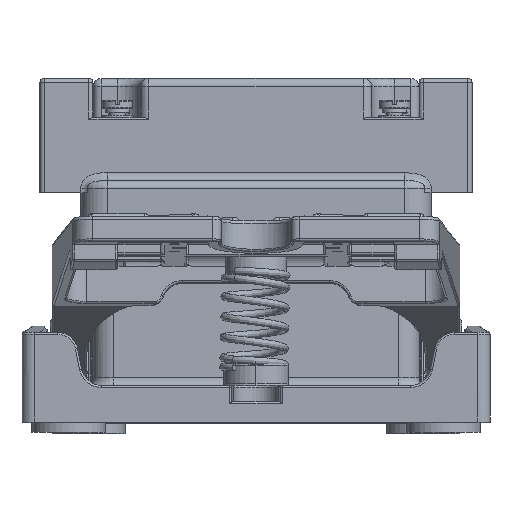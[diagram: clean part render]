
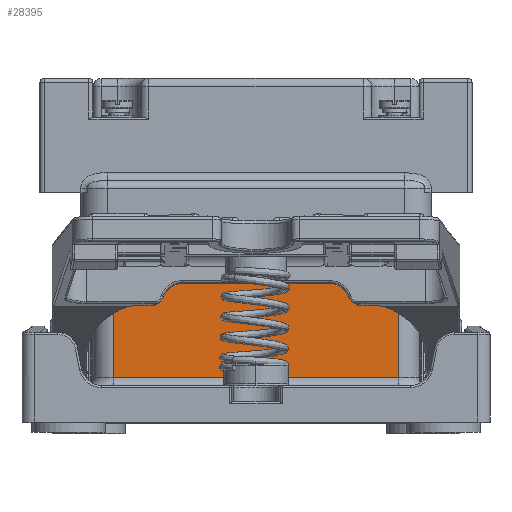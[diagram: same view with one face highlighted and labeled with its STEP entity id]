
A CAD part, top view. The second image highlights one B-rep face of the part: STEP entity #28395.
In plain terms, the highlighted planar face has unit normal (0, 0, 1).
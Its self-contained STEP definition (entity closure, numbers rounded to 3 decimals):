
#1848 = CARTESIAN_POINT ( 'NONE',  ( 35., 11., 103. ) ) ;
#6518 = PLANE ( 'NONE',  #50741 ) ;
#9583 = VECTOR ( 'NONE', #19837, 1000. ) ;
#10088 = LINE ( 'NONE', #34601, #26588 ) ;
#11107 = CARTESIAN_POINT ( 'NONE',  ( -35., 54., 103. ) ) ;
#12087 = LINE ( 'NONE', #34680, #63789 ) ;
#13933 = DIRECTION ( 'NONE',  ( -1., 0., 0. ) ) ;
#15957 = VECTOR ( 'NONE', #29519, 1000. ) ;
#19837 = DIRECTION ( 'NONE',  ( 0., -1., 0. ) ) ;
#21687 = EDGE_CURVE ( 'NONE', #57363, #55214, #44801, .T. ) ;
#22525 = CARTESIAN_POINT ( 'NONE',  ( 35., 54., 103. ) ) ;
#26588 = VECTOR ( 'NONE', #83828, 1000. ) ;
#28395 = ADVANCED_FACE ( 'NONE', ( #29286 ), #6518, .F. ) ;
#29286 = FACE_OUTER_BOUND ( 'NONE', #30376, .T. ) ;
#29519 = DIRECTION ( 'NONE',  ( 1., 0., 0. ) ) ;
#30376 = EDGE_LOOP ( 'NONE', ( #80674, #57088, #90152, #54690 ) ) ;
#34601 = CARTESIAN_POINT ( 'NONE',  ( 35., 54., 103. ) ) ;
#34680 = CARTESIAN_POINT ( 'NONE',  ( 35., 54., 103. ) ) ;
#44582 = EDGE_CURVE ( 'NONE', #57363, #60069, #10088, .T. ) ;
#44801 = LINE ( 'NONE', #62016, #9583 ) ;
#50741 = AXIS2_PLACEMENT_3D ( 'NONE', #84051, #56034, #13933 ) ;
#53373 = LINE ( 'NONE', #71698, #15957 ) ;
#54690 = ORIENTED_EDGE ( 'NONE', *, *, #44582, .F. ) ;
#54957 = EDGE_CURVE ( 'NONE', #55214, #86037, #53373, .T. ) ;
#55214 = VERTEX_POINT ( 'NONE', #74152 ) ;
#56034 = DIRECTION ( 'NONE',  ( 0., 0., -1. ) ) ;
#57088 = ORIENTED_EDGE ( 'NONE', *, *, #54957, .T. ) ;
#57363 = VERTEX_POINT ( 'NONE', #11107 ) ;
#60069 = VERTEX_POINT ( 'NONE', #22525 ) ;
#62016 = CARTESIAN_POINT ( 'NONE',  ( -35., 54., 103. ) ) ;
#63789 = VECTOR ( 'NONE', #91002, 1000. ) ;
#71698 = CARTESIAN_POINT ( 'NONE',  ( 35., 11., 103. ) ) ;
#74152 = CARTESIAN_POINT ( 'NONE',  ( -35., 11., 103. ) ) ;
#75390 = EDGE_CURVE ( 'NONE', #60069, #86037, #12087, .T. ) ;
#80674 = ORIENTED_EDGE ( 'NONE', *, *, #21687, .T. ) ;
#83828 = DIRECTION ( 'NONE',  ( 1., 0., 0. ) ) ;
#84051 = CARTESIAN_POINT ( 'NONE',  ( 35., 54., 103. ) ) ;
#86037 = VERTEX_POINT ( 'NONE', #1848 ) ;
#90152 = ORIENTED_EDGE ( 'NONE', *, *, #75390, .F. ) ;
#91002 = DIRECTION ( 'NONE',  ( 0., -1., 0. ) ) ;
